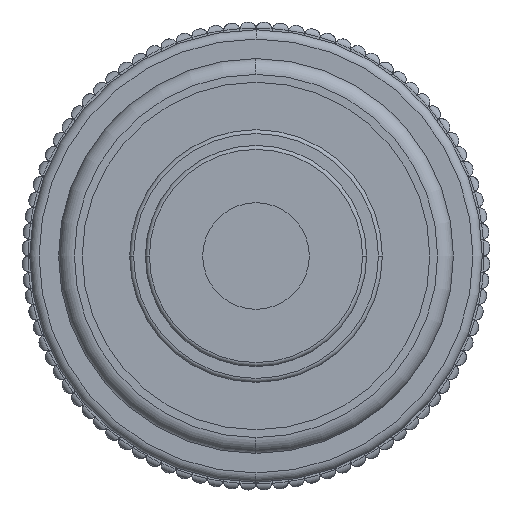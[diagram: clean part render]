
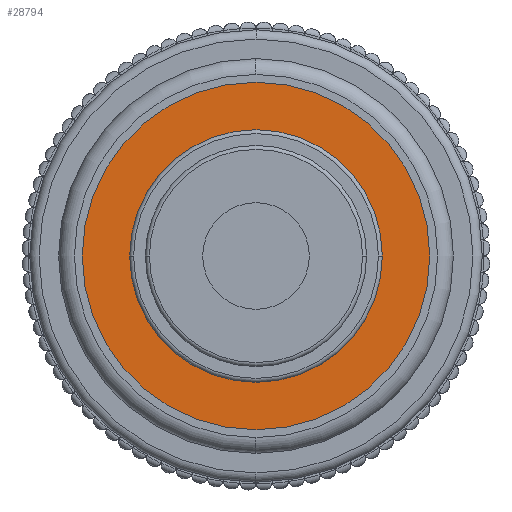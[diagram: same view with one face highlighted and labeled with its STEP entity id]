
A CAD part, left-side view. The second image highlights one B-rep face of the part: STEP entity #28794.
In plain terms, the highlighted planar face has unit normal (-1, 0, 0).
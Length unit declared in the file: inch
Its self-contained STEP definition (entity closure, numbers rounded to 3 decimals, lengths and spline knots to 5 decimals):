
#63 = ORIENTED_EDGE ( 'NONE', *, *, #38186, .T. ) ;
#118 = DIRECTION ( 'NONE',  ( 1., 0., 0. ) ) ;
#1616 = AXIS2_PLACEMENT_3D ( 'NONE', #34259, #34917, #27206 ) ;
#6364 = CARTESIAN_POINT ( 'NONE',  ( -1.297, -0.1475, 0. ) ) ;
#8348 = EDGE_CURVE ( 'NONE', #21299, #9449, #34730, .T. ) ;
#9449 = VERTEX_POINT ( 'NONE', #12845 ) ;
#9707 = DIRECTION ( 'NONE',  ( 0., 1., 0. ) ) ;
#10593 = DIRECTION ( 'NONE',  ( 0., 0., -1. ) ) ;
#11883 = DIRECTION ( 'NONE',  ( -1., 0., 0. ) ) ;
#12845 = CARTESIAN_POINT ( 'NONE',  ( -1.297, 0., 0.22 ) ) ;
#17441 = CARTESIAN_POINT ( 'NONE',  ( -1.297, 0., 0. ) ) ;
#18249 = ORIENTED_EDGE ( 'NONE', *, *, #43898, .T. ) ;
#18540 = AXIS2_PLACEMENT_3D ( 'NONE', #40325, #30510, #9707 ) ;
#18967 = AXIS2_PLACEMENT_3D ( 'NONE', #32479, #11883, #43418 ) ;
#20415 = VERTEX_POINT ( 'NONE', #42239 ) ;
#20869 = AXIS2_PLACEMENT_3D ( 'NONE', #17441, #28648, #35477 ) ;
#21109 = PLANE ( 'NONE',  #38761 ) ;
#21299 = VERTEX_POINT ( 'NONE', #40293 ) ;
#21791 = FACE_BOUND ( 'NONE', #30555, .T. ) ;
#24601 = VERTEX_POINT ( 'NONE', #6364 ) ;
#25834 = CIRCLE ( 'NONE', #18540, 0.1475 ) ;
#27206 = DIRECTION ( 'NONE',  ( 0., 1., 0. ) ) ;
#28004 = CARTESIAN_POINT ( 'NONE',  ( -1.297, 0.22, 0. ) ) ;
#28648 = DIRECTION ( 'NONE',  ( -1., 0., 0. ) ) ;
#28794 = ADVANCED_FACE ( 'NONE', ( #21791, #38707 ), #21109, .F. ) ;
#30510 = DIRECTION ( 'NONE',  ( 1., 0., 0. ) ) ;
#30555 = EDGE_LOOP ( 'NONE', ( #35039, #18249 ) ) ;
#32479 = CARTESIAN_POINT ( 'NONE',  ( -1.297, 0., 0. ) ) ;
#34259 = CARTESIAN_POINT ( 'NONE',  ( -1.297, 0., 0. ) ) ;
#34730 = CIRCLE ( 'NONE', #20869, 0.22 ) ;
#34917 = DIRECTION ( 'NONE',  ( 1., 0., 0. ) ) ;
#35039 = ORIENTED_EDGE ( 'NONE', *, *, #40591, .T. ) ;
#35477 = DIRECTION ( 'NONE',  ( 0., 0., 1. ) ) ;
#38186 = EDGE_CURVE ( 'NONE', #9449, #21299, #39359, .T. ) ;
#38532 = EDGE_LOOP ( 'NONE', ( #63, #43118 ) ) ;
#38707 = FACE_OUTER_BOUND ( 'NONE', #38532, .T. ) ;
#38761 = AXIS2_PLACEMENT_3D ( 'NONE', #28004, #118, #10593 ) ;
#39359 = CIRCLE ( 'NONE', #18967, 0.22 ) ;
#40293 = CARTESIAN_POINT ( 'NONE',  ( -1.297, 0., -0.22 ) ) ;
#40325 = CARTESIAN_POINT ( 'NONE',  ( -1.297, 0., 0. ) ) ;
#40591 = EDGE_CURVE ( 'NONE', #20415, #24601, #44661, .T. ) ;
#42239 = CARTESIAN_POINT ( 'NONE',  ( -1.297, 0.1475, 0. ) ) ;
#43118 = ORIENTED_EDGE ( 'NONE', *, *, #8348, .T. ) ;
#43418 = DIRECTION ( 'NONE',  ( 0., 0., 1. ) ) ;
#43898 = EDGE_CURVE ( 'NONE', #24601, #20415, #25834, .T. ) ;
#44661 = CIRCLE ( 'NONE', #1616, 0.1475 ) ;
